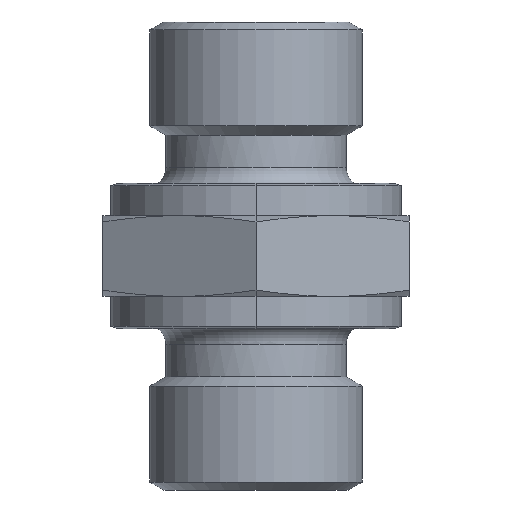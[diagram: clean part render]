
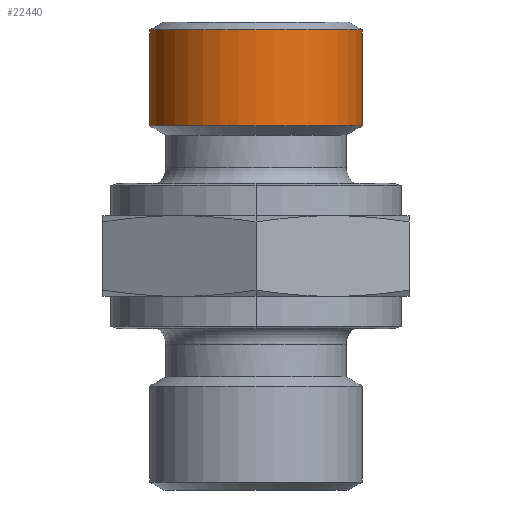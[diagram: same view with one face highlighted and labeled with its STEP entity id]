
A CAD part, front view. The second image highlights one B-rep face of the part: STEP entity #22440.
In plain terms, the highlighted cylindrical face has radius 6.579 mm (diameter 13.157 mm), a partial arc.
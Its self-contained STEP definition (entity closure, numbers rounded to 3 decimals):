
#21900=CARTESIAN_POINT('',(6.579,0.,22.56));
#21910=VERTEX_POINT('',#21900);
#21990=CARTESIAN_POINT('',(-6.579,0.,22.56));
#22000=VERTEX_POINT('',#21990);
#22030=CARTESIAN_POINT('',(0.,0.,22.56));
#22040=DIRECTION('',(0.,0.,-1.));
#22050=DIRECTION('',(-1.,0.,-0.));
#22060=AXIS2_PLACEMENT_3D('',#22030,#22040,#22050);
#22070=CIRCLE('',#22060,6.579);
#22080=EDGE_CURVE('',#21910,#22000,#22070,.T.);
#22130=CARTESIAN_POINT('',(0.,0.,29.));
#22140=DIRECTION('',(0.,0.,-1.));
#22150=DIRECTION('',(-1.,0.,0.));
#22160=AXIS2_PLACEMENT_3D('',#22130,#22140,#22150);
#22170=CYLINDRICAL_SURFACE('',#22160,6.579);
#22180=CARTESIAN_POINT('',(6.579,0.,29.));
#22190=DIRECTION('',(0.,0.,-1.));
#22200=VECTOR('',#22190,1.);
#22210=LINE('',#22180,#22200);
#22220=CARTESIAN_POINT('',(6.579,0.,28.506)
);
#22230=VERTEX_POINT('',#22220);
#22240=EDGE_CURVE('',#22230,#21910,#22210,.T.);
#22250=ORIENTED_EDGE('',*,*,#22240,.F.);
#22260=ORIENTED_EDGE('',*,*,#22080,.F.);
#22270=CARTESIAN_POINT('',(-6.579,0.,29.));
#22280=DIRECTION('',(0.,0.,-1.));
#22290=VECTOR('',#22280,1.);
#22300=LINE('',#22270,#22290);
#22310=CARTESIAN_POINT('',(-6.579,0.,28.506));
#22320=VERTEX_POINT('',#22310);
#22330=EDGE_CURVE('',#22320,#22000,#22300,.T.);
#22340=ORIENTED_EDGE('',*,*,#22330,.T.);
#22350=CARTESIAN_POINT('',(0.,0.,28.506));
#22360=DIRECTION('',(0.,0.,-1.));
#22370=DIRECTION('',(-1.,0.,-0.));
#22380=AXIS2_PLACEMENT_3D('',#22350,#22360,#22370);
#22390=CIRCLE('',#22380,6.579);
#22400=EDGE_CURVE('',#22230,#22320,#22390,.T.);
#22410=ORIENTED_EDGE('',*,*,#22400,.T.);
#22420=EDGE_LOOP('',(#22410,#22340,#22260,#22250));
#22430=FACE_OUTER_BOUND('',#22420,.T.);
#22440=ADVANCED_FACE('6.3499999999999996-19_949994',(#22430),#22170,.T.)
;
